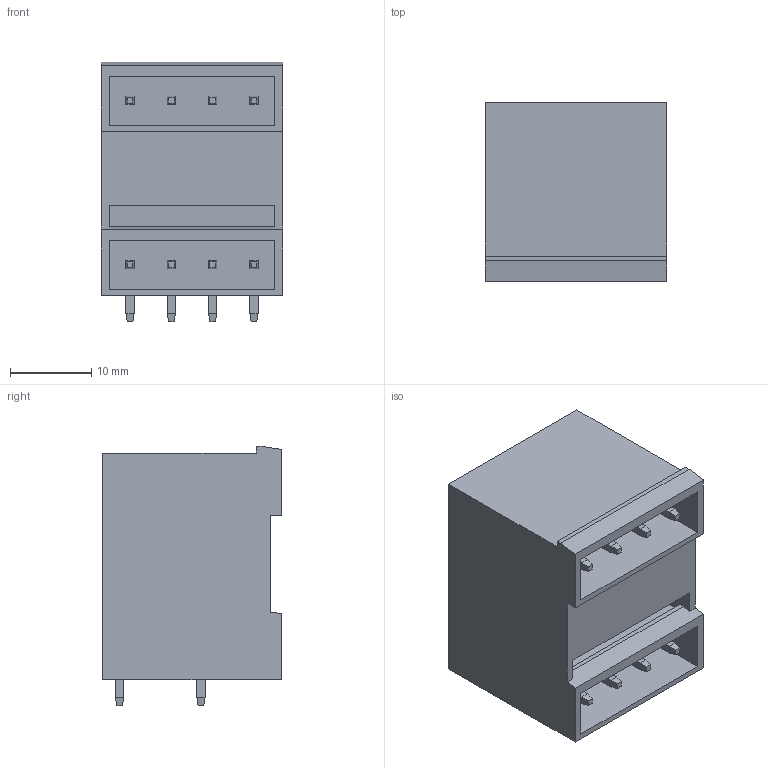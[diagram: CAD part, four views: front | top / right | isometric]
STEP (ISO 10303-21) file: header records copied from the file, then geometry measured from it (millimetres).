
FILE_DESCRIPTION(('CATIA V5 STEP Exchange','CAx-IF Rec.Pracs.--- Model Styling and Organization---1.2---2011-12-15'),'2;1');
FILE_NAME ('D1453101_0_1601810000_1601810000.stp','2018-11-03T04:26:33+00:00',('none'),('Weidmueller'),'CATIA Version 5-6 Release 2014','CATIA V5 STEP AP214','none');
FILE_SCHEMA(('AUTOMOTIVE_DESIGN { 1 0 10303 214 1 1 1 1 }'));
Length unit declared in the file: millimetre
Products named in the file (1): 1601810000
Bounding box: 22.32 x 22 x 31.88 mm (x, y, z)
Volume: 7071.6 mm3; surface area: 7649.1 mm2
Topology: 9 solids, 9 shells, 210 faces, 506 edges, 316 vertices
Faces by surface type: plane 210
Entity records: 5342 total; most frequent: ORIENTED_EDGE 1012, CARTESIAN_POINT 988, DIRECTION 644, EDGE_CURVE 506, VECTOR 442, LINE 442, VERTEX_POINT 316, EDGE_LOOP 228
